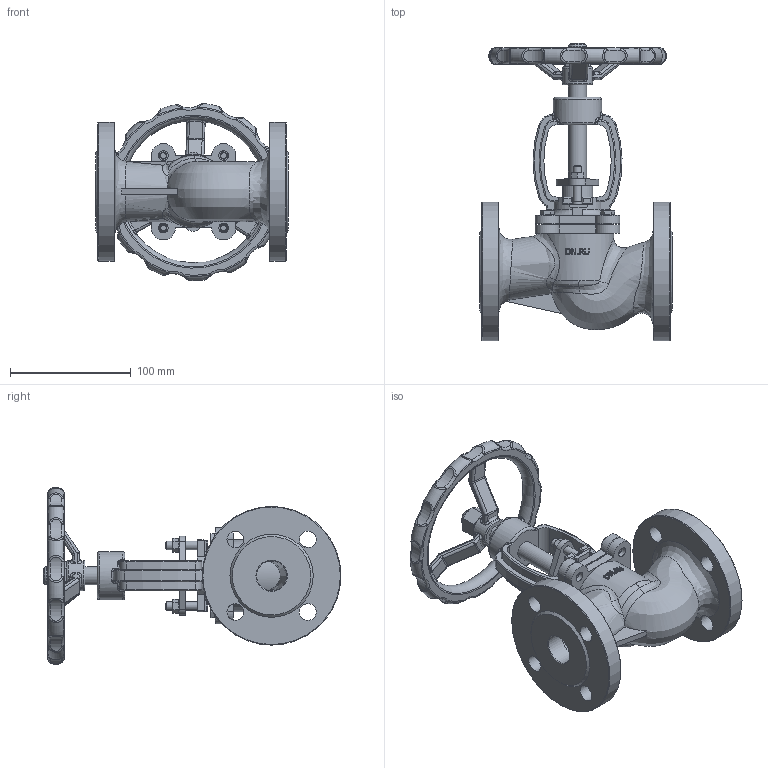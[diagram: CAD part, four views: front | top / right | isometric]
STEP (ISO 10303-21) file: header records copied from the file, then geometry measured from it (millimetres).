
FILE_DESCRIPTION(/* description */ (''),/* implementation_level */ '2;1');
FILE_NAME(/* name */ 'DN25_3D_STEP.stp',/* time_stamp */ '2024-02-11T17:49:45+03:00',/* author */ ('igorr'),/* organization */ (''),/* preprocessor_version */ 'ST-DEVELOPER v19.2',/* originating_system */ 'Autodesk Inventor 2023',/* authorisation */ '');
FILE_SCHEMA (('AUTOMOTIVE_DESIGN { 1 0 10303 214 3 1 1 }'));
Length unit declared in the file: millimetre
Products named in the file (6): Сборка; Деталь1; Деталь2; ANSI B18.2.4.2M - M14x2; ANSI B18.2.4.2M - M6x1; AS 1110 - M6 x 12
Assembly tree (9 placements, depth 2):
  Сборка
    Деталь1
    Деталь2
    ANSI B18.2.4.2M - M14x2
    ANSI B18.2.4.2M - M6x1  x2
    AS 1110 - M6 x 12  x4
Bounding box: 160 x 247 x 147.09 mm (x, y, z)
Volume: 820666.3 mm3; surface area: 160560.8 mm2
Topology: 9 solids, 9 shells, 855 faces, 2004 edges, 1184 vertices
Faces by surface type: plane 250, cylinder 206, torus 136, bspline 118, cone 81, sphere 64
Full cylindrical faces by diameter (mm): 4.917 x2, 6 x4, 7 x4, 8 x8, 10 x4, 11.835 x1, 14 x8, 15 x3, 18 x1, 25 x4, 40 x1, 60 x1, 115 x2
Entity records: 30347 total; most frequent: CARTESIAN_POINT 12235, DIRECTION 3644, ORIENTED_EDGE 3610, EDGE_CURVE 1805, AXIS2_PLACEMENT_3D 1533, VERTEX_POINT 1065, CIRCLE 845, EDGE_LOOP 828
